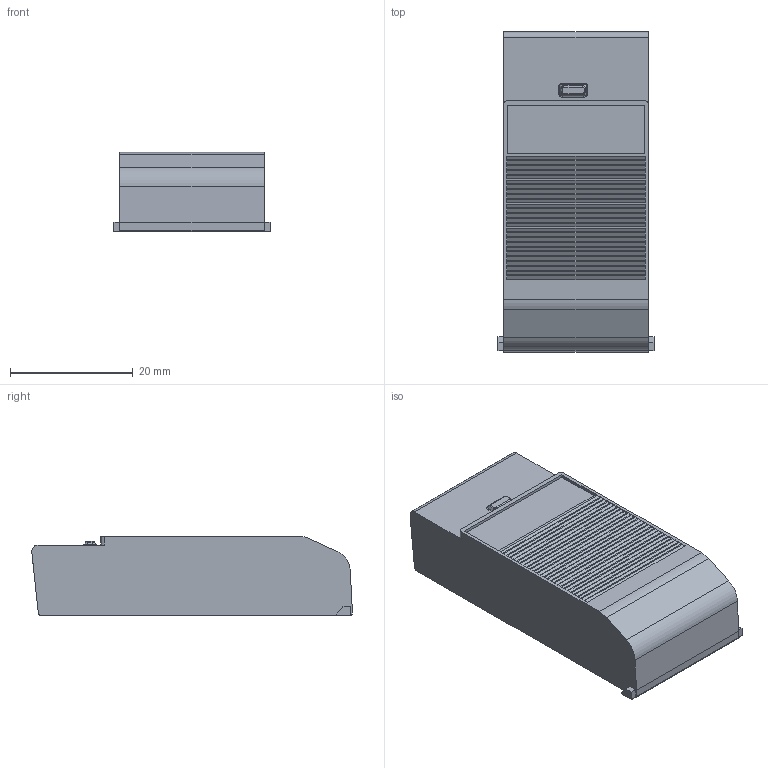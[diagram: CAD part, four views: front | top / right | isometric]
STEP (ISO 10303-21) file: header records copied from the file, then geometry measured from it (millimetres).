
FILE_DESCRIPTION((''),'2;1');
FILE_NAME('','2024-08-10T',(''),(''),'PRO/ENGINEER BY PARAMETRIC TECHNOLOGY CORPORATION, 2003250','PRO/ENGINEER BY PARAMETRIC TECHNOLOGY CORPORATION, 2003250','');
FILE_SCHEMA(('CONFIG_CONTROL_DESIGN'));
Length unit declared in the file: millimetre
Bounding box: 25.45 x 52.15 x 12.9 mm (x, y, z)
Volume: 2889.5 mm3; surface area: 5796.5 mm2
Topology: 1 solids, 1 shells, 252 faces, 610 edges, 390 vertices
Faces by surface type: plane 191, cylinder 43, bspline 16, torus 2
Entity records: 7831 total; most frequent: CARTESIAN_POINT 1977, ORIENTED_EDGE 1220, DIRECTION 1118, EDGE_CURVE 610, VECTOR 498, LINE 498, VERTEX_POINT 390, AXIS2_PLACEMENT_3D 310
